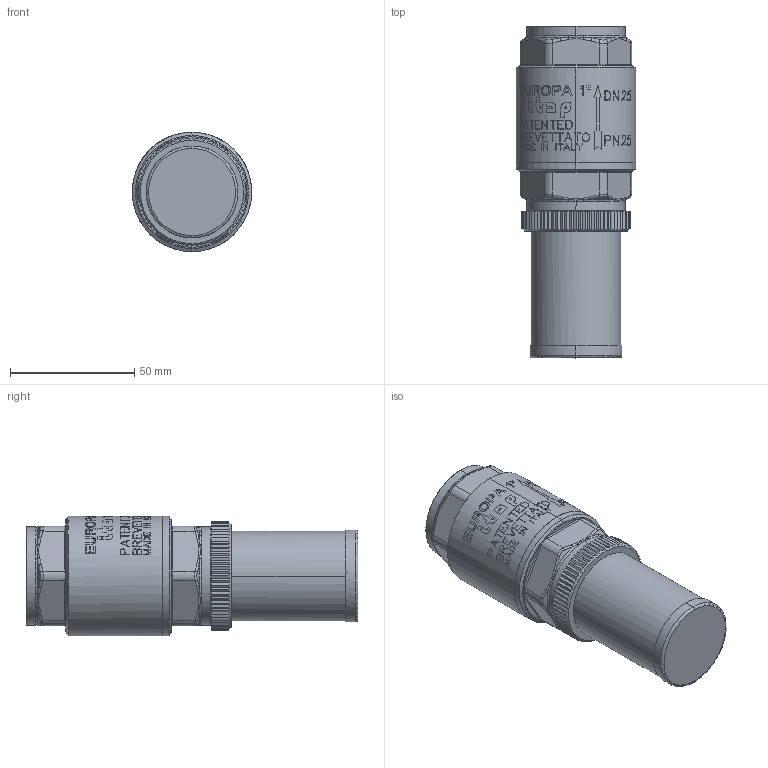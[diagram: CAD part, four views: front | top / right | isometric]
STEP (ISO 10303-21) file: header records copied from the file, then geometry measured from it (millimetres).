
FILE_DESCRIPTION (( 'STEP AP214' ), '1' );
FILE_NAME ('IT-EUROPA10506.STEP', '2018-09-21T09:15:13', ( '' ), ( '' ), 'SwSTEP 2.0', 'SolidWorks 2018', '' );
FILE_SCHEMA (( 'AUTOMOTIVE_DESIGN' ));
Length unit declared in the file: millimetre
Products named in the file (1): IT-EUROPA10506
Bounding box: 48 x 133.48 x 48 mm (x, y, z)
Surface area: 27856.9 mm2 (no closed solid volume)
Topology: 0 solids, 4 shells, 557 faces, 2241 edges, 1759 vertices
Faces by surface type: bspline 188, plane 174, cylinder 137, cone 30, torus 28
Entity records: 32435 total; most frequent: CARTESIAN_POINT 18522, ORIENTED_EDGE 4444, EDGE_CURVE 2241, B_SPLINE_CURVE_WITH_KNOTS 2053, VERTEX_POINT 1759, DIRECTION 740, EDGE_LOOP 631, ADVANCED_FACE 557
